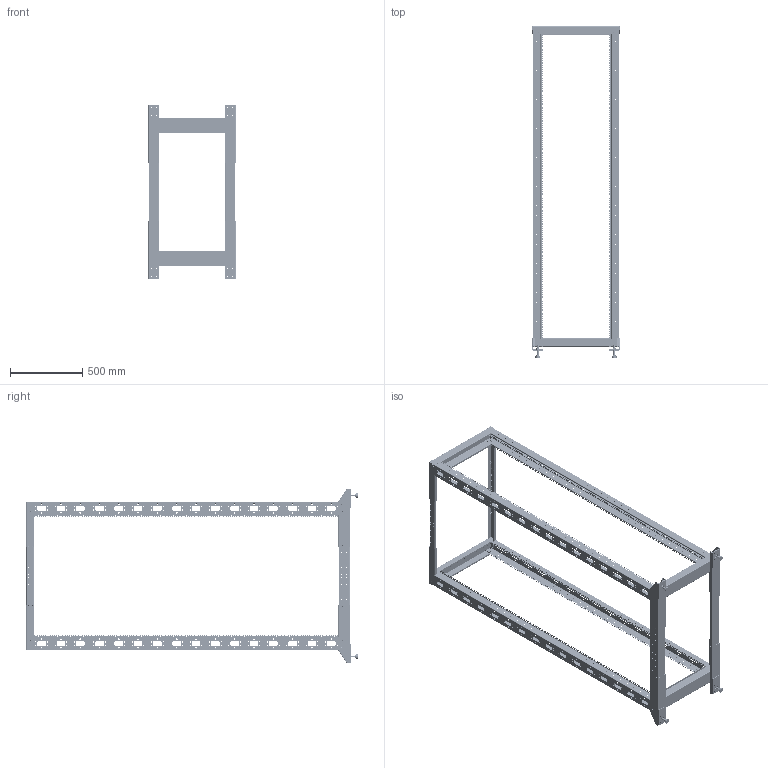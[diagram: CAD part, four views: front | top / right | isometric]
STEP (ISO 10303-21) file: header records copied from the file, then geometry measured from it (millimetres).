
FILE_DESCRIPTION (( 'STEP AP203' ), '1' );
FILE_NAME ('ÊÈÂÀ 193.20.00 ÑÁ ITK LINEA F Ñòîéêà äâóõðàìíàÿ 600õ600-1000_47U.STEP', '2021-12-06T13:44:46', ( '' ), ( '' ), 'SwSTEP 2.0', 'SolidWorks 2017', '' );
FILE_SCHEMA (( 'CONFIG_CONTROL_DESIGN' ));
Length unit declared in the file: millimetre
Products named in the file (21): ÊÈÂÀ 193.24.01 Ïðîôèëü ðåãóëèðîâî÷íûé âåðõíèé_(‚¥àå­¨©); ÊÈÂÀ 193.02.00 ÑÁ Ïåðåìû÷êà; ﾊﾈﾂﾀ 193.22.01-01 ﾐ裔; Øïèëüêà äëÿ êîíäåíñàòîðíîé ñâàðêè_Œ6å16; Hex Nut 5915_gost_ƒ ©ª  M12 ƒŽ‘’ 5915-70; 岓臍 193.21.00 捘 侹蜬; ���� 193.21.01 ����_��ઠ�쭮 ��ࠧ��쏮 㬮�砭��; Îïîðà LF-80; 岓臍 193.11.02 砑僗鴀; ÊÈÂÀ 193.24.00 ÑÁ Ïðîôèëü ðåãóëèðîâî÷íûé âåðõíèé_(‚¥àå­¨©); ﾊﾈﾂﾀ 193.22.01 ﾐ裔; ÊÈÂÀ 193.01.00 ÑÁ Ïðîôèëü ìîíòàæíûé_47u; Ðåçüáîâàÿ çàêëåïêà ïîòàé_Œ6; 妈眚 镱蜞轫铋 󊬲0; 岓臍 193.21.00 捘 侹蜬_-01; ÊÈÂÀ 193.20.00 ÑÁ ITK LINEA F Ñòîéêà äâóõðàìíàÿ 600õ600-1000_47U; ���� 193.23.01 ������� �������������� ������_(������); ÊÈÂÀ 193.01.01 Ïðîôèëü ìîíòàæíûé_47u; ���� 193.23.00 �� ������� �������������� ������_������; 岓臍 193.21.01 侹蜬; ÊÈÂÀ 193.02.01 Ïåðåìû÷êà
Assembly tree (154 placements, depth 3):
  ÊÈÂÀ 193.20.00 ÑÁ ITK LINEA F Ñòîéêà äâóõðàìíàÿ 600õ600-1000_47U
    ÊÈÂÀ 193.01.00 ÑÁ Ïðîôèëü ìîíòàæíûé_47u  x4
      ÊÈÂÀ 193.01.01 Ïðîôèëü ìîíòàæíûé_47u
      Ðåçüáîâàÿ çàêëåïêà ïîòàé_Œ6
      Øïèëüêà äëÿ êîíäåíñàòîðíîé ñâàðêè_Œ6å16
    ÊÈÂÀ 193.02.00 ÑÁ Ïåðåìû÷êà  x4
      ÊÈÂÀ 193.02.01 Ïåðåìû÷êà
      Øïèëüêà äëÿ êîíäåíñàòîðíîé ñâàðêè_Œ6å16
    岓臍 193.21.00 捘 侹蜬  x2
      岓臍 193.21.01 侹蜬
      Hex Nut 5915_gost_ƒ ©ª  M12 ƒŽ‘’ 5915-70
      岓臍 193.11.02 砑僗鴀
    岓臍 193.21.00 捘 侹蜬_-01  x2
      ���� 193.21.01 ����_��ઠ�쭮 ��ࠧ��쏮 㬮�砭��
      Hex Nut 5915_gost_ƒ ©ª  M12 ƒŽ‘’ 5915-70
      岓臍 193.11.02 砑僗鴀
    ���� 193.23.00 �� ������� �������������� ������_������  x2
      ���� 193.23.01 ������� �������������� ������_(������)
      Ðåçüáîâàÿ çàêëåïêà ïîòàé_Œ6
    ÊÈÂÀ 193.24.00 ÑÁ Ïðîôèëü ðåãóëèðîâî÷íûé âåðõíèé_(‚¥àå­¨©)  x2
      ÊÈÂÀ 193.24.01 Ïðîôèëü ðåãóëèðîâî÷íûé âåðõíèé_(‚¥àå­¨©)
      Ðåçüáîâàÿ çàêëåïêà ïîòàé_Œ6
    ﾊﾈﾂﾀ 193.22.01 ﾐ裔  x2
    ﾊﾈﾂﾀ 193.22.01-01 ﾐ裔  x2
    妈眚 镱蜞轫铋 󊬲0  x64
    Îïîðà LF-80  x4
Bounding box: 604 x 2290.45 x 1203.85 mm (x, y, z)
Volume: 4980676.1 mm3; surface area: 6509249.3 mm2
Topology: 240 solids, 240 shells, 13352 faces, 36188 edges, 23512 vertices
Faces by surface type: plane 7912, cylinder 4092, cone 1056, bspline 260, sphere 24, torus 8
Entity records: 94568 total; most frequent: CARTESIAN_POINT 15579, ORIENTED_EDGE 15094, DIRECTION 14807, EDGE_CURVE 7547, VECTOR 5815, LINE 5815, VERTEX_POINT 4950, AXIS2_PLACEMENT_3D 4496
